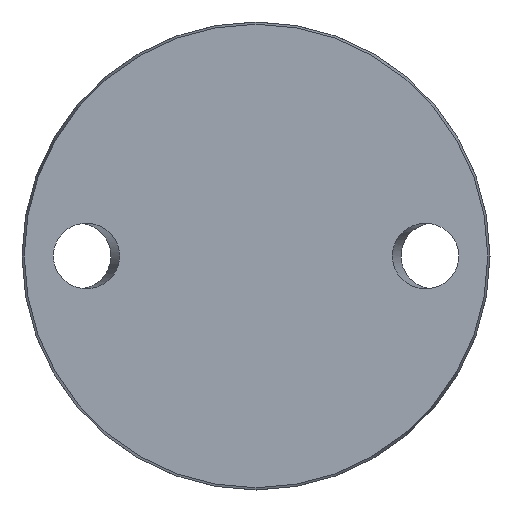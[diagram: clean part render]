
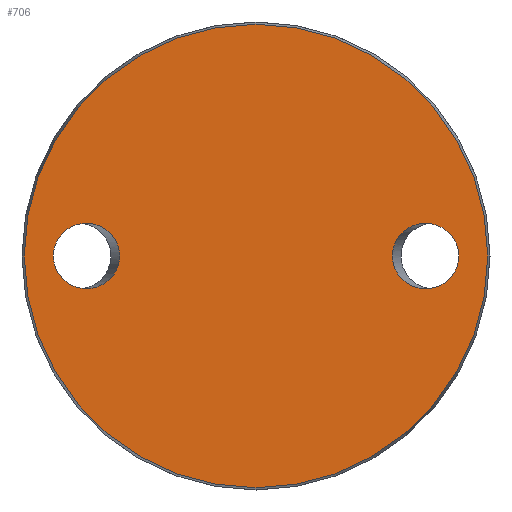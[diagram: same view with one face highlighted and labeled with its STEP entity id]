
A CAD part, front view. The second image highlights one B-rep face of the part: STEP entity #706.
In plain terms, the highlighted planar face has unit normal (0, -1, 0).
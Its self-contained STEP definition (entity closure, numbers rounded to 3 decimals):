
#17 = EDGE_LOOP ( 'NONE', ( #500 ) ) ;
#38 = CARTESIAN_POINT ( 'NONE',  ( -58.425, 0., 0. ) ) ;
#97 = CARTESIAN_POINT ( 'NONE',  ( -51.115, 0., -16.5 ) ) ;
#128 =( BOUNDED_CURVE ( )  B_SPLINE_CURVE ( 3, ( #714, #470, #649, #778, #347, #97, #720 ),
 .UNSPECIFIED., .T., .T. ) 
 B_SPLINE_CURVE_WITH_KNOTS ( ( 4, 3, 4 ),
 ( 0., 3.142, 6.283 ),
 .UNSPECIFIED. ) 
 CURVE ( )  GEOMETRIC_REPRESENTATION_ITEM ( )  RATIONAL_B_SPLINE_CURVE ( ( 1., 0.333, 0.333, 1., 0.333, 0.333, 1. ) ) 
 REPRESENTATION_ITEM ( '' )  );
#171 = EDGE_CURVE ( 'NONE', #527, #527, #205, .T. ) ;
#175 = VERTEX_POINT ( 'NONE', #486 ) ;
#183 = CARTESIAN_POINT ( 'NONE',  ( 0., 0., 0. ) ) ;
#191 = EDGE_CURVE ( 'NONE', #313, #313, #557, .T. ) ;
#205 =( BOUNDED_CURVE ( )  B_SPLINE_CURVE ( 3, ( #732, #735, #331, #423, #587, #416, #359 ),
 .UNSPECIFIED., .T., .F. ) 
 B_SPLINE_CURVE_WITH_KNOTS ( ( 4, 3, 4 ),
 ( 0., 3.142, 6.283 ),
 .UNSPECIFIED. ) 
 CURVE ( )  GEOMETRIC_REPRESENTATION_ITEM ( )  RATIONAL_B_SPLINE_CURVE ( ( 1., 0.333, 0.333, 1., 0.333, 0.333, 1. ) ) 
 REPRESENTATION_ITEM ( '' )  );
#233 = FACE_OUTER_BOUND ( 'NONE', #718, .T. ) ;
#237 = FACE_BOUND ( 'NONE', #750, .T. ) ;
#251 = CARTESIAN_POINT ( 'NONE',  ( 0., 0., -58.425 ) ) ;
#273 = AXIS2_PLACEMENT_3D ( 'NONE', #183, #320, #445 ) ;
#294 = DIRECTION ( 'NONE',  ( 0., 1., 0. ) ) ;
#313 = VERTEX_POINT ( 'NONE', #251 ) ;
#320 = DIRECTION ( 'NONE',  ( 0., -1., 0. ) ) ;
#322 = EDGE_CURVE ( 'NONE', #175, #175, #128, .T. ) ;
#331 = CARTESIAN_POINT ( 'NONE',  ( 34.385, 0., -16.5 ) ) ;
#343 = ORIENTED_EDGE ( 'NONE', *, *, #322, .T. ) ;
#347 = CARTESIAN_POINT ( 'NONE',  ( -34.385, 0., -16.5 ) ) ;
#359 = CARTESIAN_POINT ( 'NONE',  ( 51.115, 0., 0. ) ) ;
#416 = CARTESIAN_POINT ( 'NONE',  ( 51.115, 0., 16.5 ) ) ;
#423 = CARTESIAN_POINT ( 'NONE',  ( 34.385, 0., 0. ) ) ;
#445 = DIRECTION ( 'NONE',  ( 0., 0., -1. ) ) ;
#470 = CARTESIAN_POINT ( 'NONE',  ( -51.115, 0., 16.5 ) ) ;
#476 = FACE_BOUND ( 'NONE', #17, .T. ) ;
#486 = CARTESIAN_POINT ( 'NONE',  ( -51.115, 0., 0. ) ) ;
#500 = ORIENTED_EDGE ( 'NONE', *, *, #171, .T. ) ;
#523 = DIRECTION ( 'NONE',  ( 0., 0., 1. ) ) ;
#527 = VERTEX_POINT ( 'NONE', #781 ) ;
#557 = CIRCLE ( 'NONE', #273, 58.425 ) ;
#567 = AXIS2_PLACEMENT_3D ( 'NONE', #38, #294, #523 ) ;
#569 = ORIENTED_EDGE ( 'NONE', *, *, #191, .T. ) ;
#587 = CARTESIAN_POINT ( 'NONE',  ( 34.385, 0., 16.5 ) ) ;
#649 = CARTESIAN_POINT ( 'NONE',  ( -34.385, 0., 16.5 ) ) ;
#706 = ADVANCED_FACE ( 'NONE', ( #237, #476, #233 ), #726, .F. ) ;
#714 = CARTESIAN_POINT ( 'NONE',  ( -51.115, 0., 0. ) ) ;
#718 = EDGE_LOOP ( 'NONE', ( #569 ) ) ;
#720 = CARTESIAN_POINT ( 'NONE',  ( -51.115, 0., 0. ) ) ;
#726 = PLANE ( 'NONE',  #567 ) ;
#732 = CARTESIAN_POINT ( 'NONE',  ( 51.115, 0., 0. ) ) ;
#735 = CARTESIAN_POINT ( 'NONE',  ( 51.115, 0., -16.5 ) ) ;
#750 = EDGE_LOOP ( 'NONE', ( #343 ) ) ;
#778 = CARTESIAN_POINT ( 'NONE',  ( -34.385, 0., 0. ) ) ;
#781 = CARTESIAN_POINT ( 'NONE',  ( 51.115, 0., 0. ) ) ;
